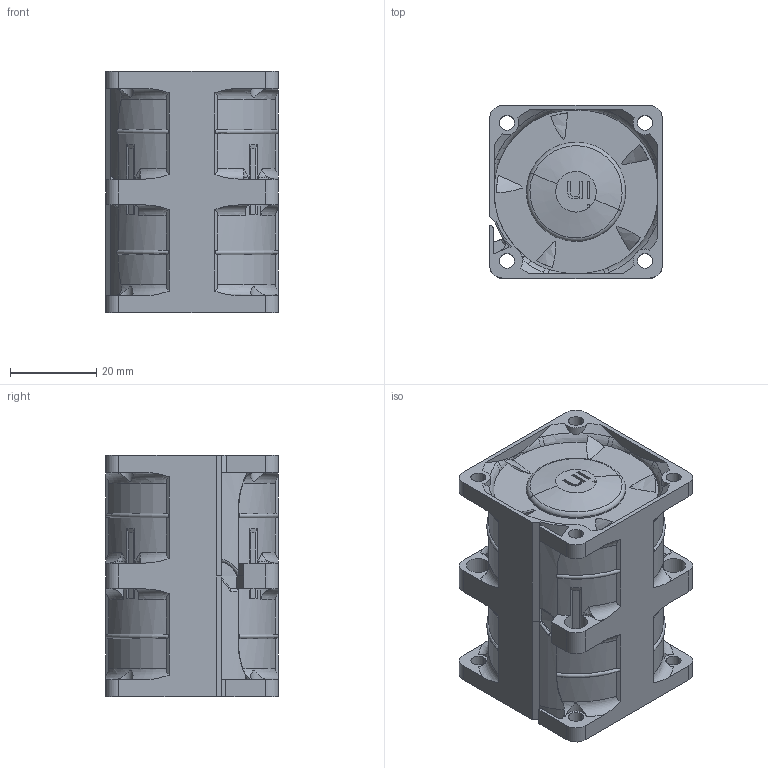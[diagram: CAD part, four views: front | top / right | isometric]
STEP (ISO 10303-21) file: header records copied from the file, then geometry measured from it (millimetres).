
FILE_DESCRIPTION((''),'2;1');
FILE_NAME('GFC0412DS-TP01','2016-08-31T',('DURANT.QIAN'),(''),'PRO/ENGINEER BY PARAMETRIC TECHNOLOGY CORPORATION, 2012480','PRO/ENGINEER BY PARAMETRIC TECHNOLOGY CORPORATION, 2012480','');
FILE_SCHEMA(('CONFIG_CONTROL_DESIGN'));
Length unit declared in the file: millimetre
Products named in the file (1): GFC0412DS-TP01
Bounding box: 40 x 40 x 56 mm (x, y, z)
Volume: 68007.6 mm3; surface area: 14219.4 mm2
Topology: 1 solids, 1 shells, 477 faces, 1419 edges, 924 vertices
Faces by surface type: plane 254, cylinder 91, bspline 77, torus 36, cone 19
Entity records: 22219 total; most frequent: CARTESIAN_POINT 10336, ORIENTED_EDGE 2784, DIRECTION 2025, EDGE_CURVE 1392, VERTEX_POINT 924, AXIS2_PLACEMENT_3D 675, VECTOR 675, LINE 675
